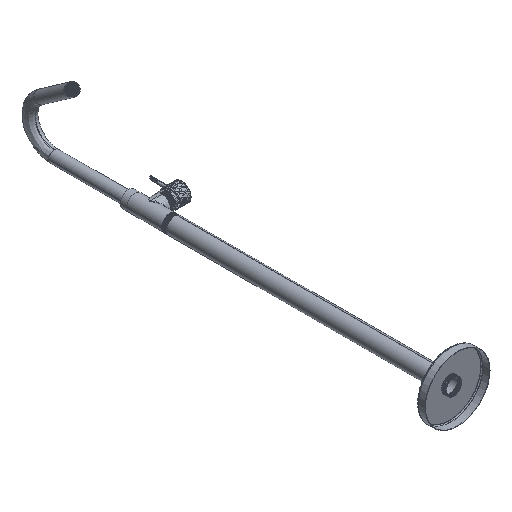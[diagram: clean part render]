
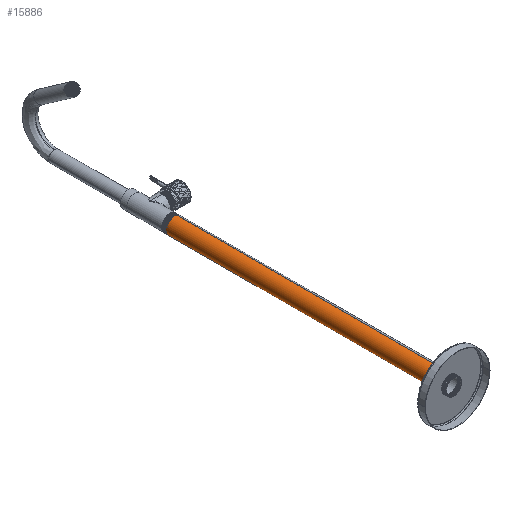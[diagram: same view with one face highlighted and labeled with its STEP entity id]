
A CAD part, isometric view. The second image highlights one B-rep face of the part: STEP entity #15886.
In plain terms, the highlighted cylindrical face has radius 20 mm (diameter 40 mm), a partial arc.
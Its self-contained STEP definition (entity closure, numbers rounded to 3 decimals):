
#1697 = LINE ( 'NONE', #43227, #27622 ) ;
#2597 = VECTOR ( 'NONE', #62585, 1000. ) ;
#3350 = ORIENTED_EDGE ( 'NONE', *, *, #57638, .T. ) ;
#4552 = LINE ( 'NONE', #68858, #2597 ) ;
#6759 = DIRECTION ( 'NONE',  ( -0.282, 0., -0.959 ) ) ;
#7061 = CIRCLE ( 'NONE', #55487, 20. ) ;
#9706 = CARTESIAN_POINT ( 'NONE',  ( -19.186, 9.143, 5.647 ) ) ;
#11806 =( BOUNDED_CURVE ( )  B_SPLINE_CURVE ( 2, ( #21468, #45367, #76301, #69266, #9706, #57872, #46137, #26981, #70045 ),
 .UNSPECIFIED., .F., .T. ) 
 B_SPLINE_CURVE_WITH_KNOTS ( ( 3, 2, 2, 2, 3 ),
 ( 0.906, 0.922, 0.937, 0.953, 0.969 ),
 .UNSPECIFIED. ) 
 CURVE ( )  GEOMETRIC_REPRESENTATION_ITEM ( )  RATIONAL_B_SPLINE_CURVE ( ( 1., 0.924, 1., 0.924, 1., 0.924, 1., 0.924, 1. ) ) 
 REPRESENTATION_ITEM ( '' )  );
#15786 = CARTESIAN_POINT ( 'NONE',  ( -5.647, 8.768, -19.186 ) ) ;
#15886 = ADVANCED_FACE ( 'NONE', ( #71044 ), #18523, .T. ) ;
#18033 = EDGE_CURVE ( 'NONE', #74242, #44240, #4552, .T. ) ;
#18523 = CYLINDRICAL_SURFACE ( 'NONE', #74831, 20. ) ;
#21468 = CARTESIAN_POINT ( 'NONE',  ( -5.647, 8.768, -19.186 ) ) ;
#21765 = ORIENTED_EDGE ( 'NONE', *, *, #18033, .F. ) ;
#26981 = CARTESIAN_POINT ( 'NONE',  ( -2.3, 9.424, 21.525 ) ) ;
#27371 = DIRECTION ( 'NONE',  ( 0.282, 0., 0.959 ) ) ;
#27622 = VECTOR ( 'NONE', #72234, 1000. ) ;
#29521 = DIRECTION ( 'NONE',  ( 0., 1., 0. ) ) ;
#29977 = EDGE_CURVE ( 'NONE', #74242, #44796, #11806, .T. ) ;
#30675 = CARTESIAN_POINT ( 'NONE',  ( 0., -1.232, 0. ) ) ;
#32873 = DIRECTION ( 'NONE',  ( 0., -1., 0. ) ) ;
#34180 = CARTESIAN_POINT ( 'NONE',  ( -5.647, 698.768, -19.186 ) ) ;
#42323 = ORIENTED_EDGE ( 'NONE', *, *, #29977, .T. ) ;
#43227 = CARTESIAN_POINT ( 'NONE',  ( 5.647, -1.232, 19.186 ) ) ;
#44240 = VERTEX_POINT ( 'NONE', #34180 ) ;
#44796 = VERTEX_POINT ( 'NONE', #66259 ) ;
#45367 = CARTESIAN_POINT ( 'NONE',  ( -13.594, 8.862, -16.847 ) ) ;
#46137 = CARTESIAN_POINT ( 'NONE',  ( -9.574, 9.331, 17.56 ) ) ;
#51247 = CARTESIAN_POINT ( 'NONE',  ( 0., 698.768, 0. ) ) ;
#55487 = AXIS2_PLACEMENT_3D ( 'NONE', #51247, #32873, #27371 ) ;
#57638 = EDGE_CURVE ( 'NONE', #44796, #57935, #1697, .T. ) ;
#57839 = ORIENTED_EDGE ( 'NONE', *, *, #64401, .T. ) ;
#57872 = CARTESIAN_POINT ( 'NONE',  ( -16.847, 9.237, 13.594 ) ) ;
#57935 = VERTEX_POINT ( 'NONE', #61547 ) ;
#58861 = EDGE_LOOP ( 'NONE', ( #42323, #3350, #57839, #21765 ) ) ;
#61547 = CARTESIAN_POINT ( 'NONE',  ( 5.647, 698.768, 19.186 ) ) ;
#62585 = DIRECTION ( 'NONE',  ( 0., 1., 0. ) ) ;
#64401 = EDGE_CURVE ( 'NONE', #57935, #44240, #7061, .T. ) ;
#66259 = CARTESIAN_POINT ( 'NONE',  ( 5.647, 9.518, 19.186 ) ) ;
#68858 = CARTESIAN_POINT ( 'NONE',  ( -5.647, -1.232, -19.186 ) ) ;
#69266 = CARTESIAN_POINT ( 'NONE',  ( -21.525, 9.049, -2.3 ) ) ;
#70045 = CARTESIAN_POINT ( 'NONE',  ( 5.647, 9.518, 19.186 ) ) ;
#71044 = FACE_OUTER_BOUND ( 'NONE', #58861, .T. ) ;
#72234 = DIRECTION ( 'NONE',  ( 0., 1., 0. ) ) ;
#74242 = VERTEX_POINT ( 'NONE', #15786 ) ;
#74831 = AXIS2_PLACEMENT_3D ( 'NONE', #30675, #29521, #6759 ) ;
#76301 = CARTESIAN_POINT ( 'NONE',  ( -17.56, 8.956, -9.574 ) ) ;
